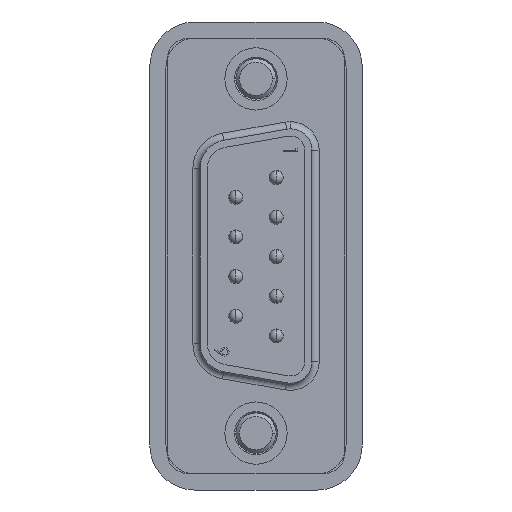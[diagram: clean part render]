
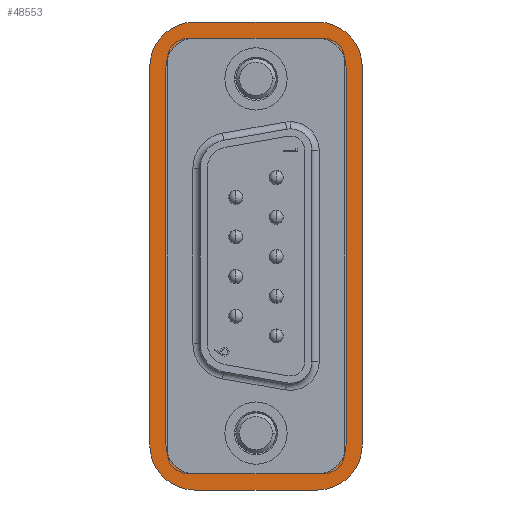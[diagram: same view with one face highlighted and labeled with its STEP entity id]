
A CAD part, front view. The second image highlights one B-rep face of the part: STEP entity #48553.
In plain terms, the highlighted face is planar.
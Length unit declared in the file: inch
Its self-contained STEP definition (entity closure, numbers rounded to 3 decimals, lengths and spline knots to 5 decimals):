
#633 = ORIENTED_EDGE ( 'NONE', *, *, #60756, .F. ) ;
#634 = ORIENTED_EDGE ( 'NONE', *, *, #60757, .F. ) ;
#635 = ORIENTED_EDGE ( 'NONE', *, *, #60758, .F. ) ;
#636 = ORIENTED_EDGE ( 'NONE', *, *, #60759, .F. ) ;
#637 = ORIENTED_EDGE ( 'NONE', *, *, #60760, .F. ) ;
#638 = ORIENTED_EDGE ( 'NONE', *, *, #60761, .F. ) ;
#639 = ORIENTED_EDGE ( 'NONE', *, *, #60762, .F. ) ;
#640 = ORIENTED_EDGE ( 'NONE', *, *, #60763, .F. ) ;
#641 = ORIENTED_EDGE ( 'NONE', *, *, #60703, .F. ) ;
#642 = ORIENTED_EDGE ( 'NONE', *, *, #60764, .T. ) ;
#643 = ORIENTED_EDGE ( 'NONE', *, *, #60753, .T. ) ;
#644 = ORIENTED_EDGE ( 'NONE', *, *, #60765, .T. ) ;
#645 = ORIENTED_EDGE ( 'NONE', *, *, #60725, .T. ) ;
#646 = ORIENTED_EDGE ( 'NONE', *, *, #60766, .T. ) ;
#647 = ORIENTED_EDGE ( 'NONE', *, *, #60767, .F. ) ;
#648 = ORIENTED_EDGE ( 'NONE', *, *, #60768, .T. ) ;
#2428 = EDGE_LOOP ( 'NONE', ( #641, #642, #643, #644, #645, #646, #647, #648 ) ) ;
#2570 = EDGE_LOOP ( 'NONE', ( #633, #634, #635, #636, #637, #638, #639, #640 ) ) ;
#6783 = LINE ( 'NONE', #11050, #6788 ) ;
#6788 = VECTOR ( 'NONE', #11051, 39.37008 ) ;
#6860 = LINE ( 'NONE', #11090, #6863 ) ;
#6863 = VECTOR ( 'NONE', #11089, 39.37008 ) ;
#6927 = CIRCLE ( 'NONE', #39536, 0.125 ) ;
#6938 = LINE ( 'NONE', #11160, #6942 ) ;
#6942 = VECTOR ( 'NONE', #11161, 39.37008 ) ;
#6948 = LINE ( 'NONE', #11174, #6953 ) ;
#6952 = CIRCLE ( 'NONE', #39529, 0.08 ) ;
#6953 = VECTOR ( 'NONE', #11175, 39.37008 ) ;
#6955 = LINE ( 'NONE', #11165, #6959 ) ;
#6957 = CIRCLE ( 'NONE', #39530, 0.08 ) ;
#6959 = VECTOR ( 'NONE', #11166, 39.37008 ) ;
#6961 = LINE ( 'NONE', #11176, #6965 ) ;
#6963 = CIRCLE ( 'NONE', #39531, 0.08 ) ;
#6965 = VECTOR ( 'NONE', #11177, 39.37008 ) ;
#6967 = LINE ( 'NONE', #11181, #6970 ) ;
#6968 = CIRCLE ( 'NONE', #39532, 0.08 ) ;
#6970 = VECTOR ( 'NONE', #11182, 39.37008 ) ;
#6972 = CIRCLE ( 'NONE', #39533, 0.125 ) ;
#6974 = CIRCLE ( 'NONE', #39534, 0.125 ) ;
#6976 = CIRCLE ( 'NONE', #39535, 0.125 ) ;
#6978 = LINE ( 'NONE', #11195, #6981 ) ;
#6981 = VECTOR ( 'NONE', #11196, 39.37008 ) ;
#11050 = CARTESIAN_POINT ( 'NONE',  ( 0.65, 0.295, 0. ) ) ;
#11051 = DIRECTION ( 'NONE',  ( 1., 0., 0. ) ) ;
#11089 = DIRECTION ( 'NONE',  ( 1., 0., 0. ) ) ;
#11090 = CARTESIAN_POINT ( 'NONE',  ( 0.65, -0.295, 0. ) ) ;
#11160 = CARTESIAN_POINT ( 'NONE',  ( -0.65, 0.295, 0. ) ) ;
#11161 = DIRECTION ( 'NONE',  ( 0., -1., 0. ) ) ;
#11165 = CARTESIAN_POINT ( 'NONE',  ( 0.605, -0.17, 0. ) ) ;
#11166 = DIRECTION ( 'NONE',  ( 0., 1., 0. ) ) ;
#11174 = CARTESIAN_POINT ( 'NONE',  ( 0.525, 0.25, 0. ) ) ;
#11175 = DIRECTION ( 'NONE',  ( -1., 0., 0. ) ) ;
#11176 = CARTESIAN_POINT ( 'NONE',  ( -0.525, -0.25, 0. ) ) ;
#11177 = DIRECTION ( 'NONE',  ( 1., 0., 0. ) ) ;
#11178 = CARTESIAN_POINT ( 'NONE',  ( 0.525, 0.17, 0. ) ) ;
#11179 = DIRECTION ( 'NONE',  ( 0., 0., 1. ) ) ;
#11180 = DIRECTION ( 'NONE',  ( 1., 0., 0. ) ) ;
#11181 = CARTESIAN_POINT ( 'NONE',  ( -0.605, 0.17, 0. ) ) ;
#11182 = DIRECTION ( 'NONE',  ( 0., -1., 0. ) ) ;
#11183 = CARTESIAN_POINT ( 'NONE',  ( 0.525, -0.17, 0. ) ) ;
#11184 = DIRECTION ( 'NONE',  ( 0., 0., 1. ) ) ;
#11185 = DIRECTION ( 'NONE',  ( 1., 0., 0. ) ) ;
#11186 = CARTESIAN_POINT ( 'NONE',  ( -0.525, -0.17, 0. ) ) ;
#11187 = DIRECTION ( 'NONE',  ( 0., 0., 1. ) ) ;
#11188 = DIRECTION ( 'NONE',  ( 1., 0., 0. ) ) ;
#11189 = CARTESIAN_POINT ( 'NONE',  ( -0.525, 0.17, 0. ) ) ;
#11190 = DIRECTION ( 'NONE',  ( 0., 0., 1. ) ) ;
#11191 = DIRECTION ( 'NONE',  ( 1., 0., 0. ) ) ;
#11192 = CARTESIAN_POINT ( 'NONE',  ( -0.525, 0.17, 0. ) ) ;
#11193 = DIRECTION ( 'NONE',  ( 0., 0., 1. ) ) ;
#11194 = DIRECTION ( 'NONE',  ( -1., 0., 0. ) ) ;
#11195 = CARTESIAN_POINT ( 'NONE',  ( 0.65, 0.295, 0. ) ) ;
#11196 = DIRECTION ( 'NONE',  ( 0., -1., 0. ) ) ;
#11197 = CARTESIAN_POINT ( 'NONE',  ( -0.525, -0.17, 0. ) ) ;
#11198 = DIRECTION ( 'NONE',  ( 0., 0., 1. ) ) ;
#11199 = DIRECTION ( 'NONE',  ( -1., 0., 0. ) ) ;
#11201 = CARTESIAN_POINT ( 'NONE',  ( 0.525, -0.17, 0. ) ) ;
#11202 = DIRECTION ( 'NONE',  ( 0., 0., 1. ) ) ;
#11203 = DIRECTION ( 'NONE',  ( -1., 0., 0. ) ) ;
#11207 = CARTESIAN_POINT ( 'NONE',  ( 0.525, 0.17, 0. ) ) ;
#11208 = DIRECTION ( 'NONE',  ( 0., 0., 1. ) ) ;
#11209 = DIRECTION ( 'NONE',  ( -1., 0., 0. ) ) ;
#28499 = AXIS2_PLACEMENT_3D ( 'NONE', #37248, #37245, #37252 ) ;
#35507 = FACE_BOUND ( 'NONE', #2570, .T. ) ;
#35509 = FACE_OUTER_BOUND ( 'NONE', #2428, .T. ) ;
#37245 = DIRECTION ( 'NONE',  ( 0., 0., -1. ) ) ;
#37248 = CARTESIAN_POINT ( 'NONE',  ( 0.65, 0.295, 0. ) ) ;
#37250 = PLANE ( 'NONE',  #28499 ) ;
#37252 = DIRECTION ( 'NONE',  ( -1., 0., 0. ) ) ;
#39529 = AXIS2_PLACEMENT_3D ( 'NONE', #11178, #11179, #11180 ) ;
#39530 = AXIS2_PLACEMENT_3D ( 'NONE', #11183, #11184, #11185 ) ;
#39531 = AXIS2_PLACEMENT_3D ( 'NONE', #11186, #11187, #11188 ) ;
#39532 = AXIS2_PLACEMENT_3D ( 'NONE', #11189, #11190, #11191 ) ;
#39533 = AXIS2_PLACEMENT_3D ( 'NONE', #11192, #11193, #11194 ) ;
#39534 = AXIS2_PLACEMENT_3D ( 'NONE', #11197, #11198, #11199 ) ;
#39535 = AXIS2_PLACEMENT_3D ( 'NONE', #11201, #11202, #11203 ) ;
#39536 = AXIS2_PLACEMENT_3D ( 'NONE', #11207, #11208, #11209 ) ;
#43182 = CARTESIAN_POINT ( 'NONE',  ( -0.65, 0.17, 0. ) ) ;
#43235 = CARTESIAN_POINT ( 'NONE',  ( -0.525, 0.295, 0. ) ) ;
#43239 = CARTESIAN_POINT ( 'NONE',  ( -0.525, -0.295, 0. ) ) ;
#43373 = CARTESIAN_POINT ( 'NONE',  ( -0.65, -0.17, 0. ) ) ;
#43385 = CARTESIAN_POINT ( 'NONE',  ( 0.525, 0.295, 0. ) ) ;
#43445 = CARTESIAN_POINT ( 'NONE',  ( 0.65, -0.17, 0. ) ) ;
#43485 = CARTESIAN_POINT ( 'NONE',  ( 0.65, 0.17, 0. ) ) ;
#43667 = CARTESIAN_POINT ( 'NONE',  ( 0.525, -0.25, 0. ) ) ;
#43715 = CARTESIAN_POINT ( 'NONE',  ( -0.605, -0.17, 0. ) ) ;
#43758 = CARTESIAN_POINT ( 'NONE',  ( -0.525, -0.25, 0. ) ) ;
#43858 = CARTESIAN_POINT ( 'NONE',  ( 0.525, 0.25, 0. ) ) ;
#44003 = CARTESIAN_POINT ( 'NONE',  ( 0.525, -0.295, 0. ) ) ;
#44047 = CARTESIAN_POINT ( 'NONE',  ( -0.605, 0.17, 0. ) ) ;
#44054 = CARTESIAN_POINT ( 'NONE',  ( -0.525, 0.25, 0. ) ) ;
#44073 = CARTESIAN_POINT ( 'NONE',  ( 0.605, 0.17, 0. ) ) ;
#44079 = CARTESIAN_POINT ( 'NONE',  ( 0.605, -0.17, 0. ) ) ;
#48553 = ADVANCED_FACE ( 'NONE', ( #35507, #35509 ), #37250, .F. ) ;
#49477 = VERTEX_POINT ( 'NONE', #43182 ) ;
#49530 = VERTEX_POINT ( 'NONE', #43235 ) ;
#49533 = VERTEX_POINT ( 'NONE', #43239 ) ;
#49666 = VERTEX_POINT ( 'NONE', #43373 ) ;
#49678 = VERTEX_POINT ( 'NONE', #43385 ) ;
#49900 = VERTEX_POINT ( 'NONE', #43445 ) ;
#50057 = VERTEX_POINT ( 'NONE', #43485 ) ;
#50244 = VERTEX_POINT ( 'NONE', #43667 ) ;
#50274 = VERTEX_POINT ( 'NONE', #43715 ) ;
#50305 = VERTEX_POINT ( 'NONE', #43758 ) ;
#50376 = VERTEX_POINT ( 'NONE', #43858 ) ;
#50558 = VERTEX_POINT ( 'NONE', #44003 ) ;
#50606 = VERTEX_POINT ( 'NONE', #44047 ) ;
#50624 = VERTEX_POINT ( 'NONE', #44054 ) ;
#50654 = VERTEX_POINT ( 'NONE', #44073 ) ;
#50668 = VERTEX_POINT ( 'NONE', #44079 ) ;
#60703 = EDGE_CURVE ( 'NONE', #49530, #49678, #6783, .T. ) ;
#60725 = EDGE_CURVE ( 'NONE', #49533, #50558, #6860, .T. ) ;
#60753 = EDGE_CURVE ( 'NONE', #49477, #49666, #6938, .T. ) ;
#60756 = EDGE_CURVE ( 'NONE', #50376, #50624, #6948, .T. ) ;
#60757 = EDGE_CURVE ( 'NONE', #50654, #50376, #6952, .T. ) ;
#60758 = EDGE_CURVE ( 'NONE', #50668, #50654, #6955, .T. ) ;
#60759 = EDGE_CURVE ( 'NONE', #50244, #50668, #6957, .T. ) ;
#60760 = EDGE_CURVE ( 'NONE', #50305, #50244, #6961, .T. ) ;
#60761 = EDGE_CURVE ( 'NONE', #50274, #50305, #6963, .T. ) ;
#60762 = EDGE_CURVE ( 'NONE', #50606, #50274, #6967, .T. ) ;
#60763 = EDGE_CURVE ( 'NONE', #50624, #50606, #6968, .T. ) ;
#60764 = EDGE_CURVE ( 'NONE', #49530, #49477, #6972, .T. ) ;
#60765 = EDGE_CURVE ( 'NONE', #49666, #49533, #6974, .T. ) ;
#60766 = EDGE_CURVE ( 'NONE', #50558, #49900, #6976, .T. ) ;
#60767 = EDGE_CURVE ( 'NONE', #50057, #49900, #6978, .T. ) ;
#60768 = EDGE_CURVE ( 'NONE', #50057, #49678, #6927, .T. ) ;
